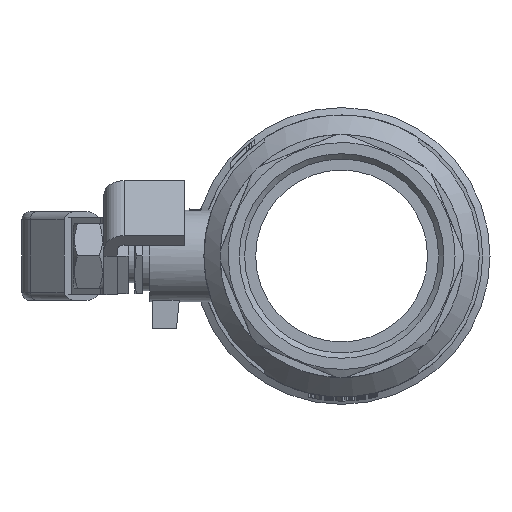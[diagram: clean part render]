
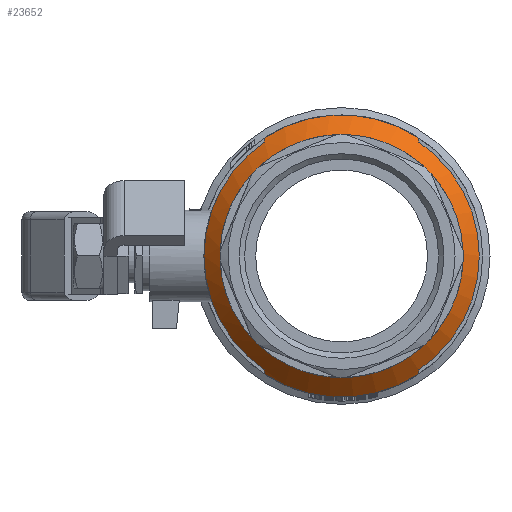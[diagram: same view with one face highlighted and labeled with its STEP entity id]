
A CAD part, left-side view. The second image highlights one B-rep face of the part: STEP entity #23652.
In plain terms, the highlighted conical face has half-angle 45 degrees and reference radius 48.25 mm.
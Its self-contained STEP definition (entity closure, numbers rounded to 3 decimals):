
#115=CONICAL_SURFACE('',#33576,48.25,0.785);
#6790=ORIENTED_EDGE('',*,*,#14086,.F.);
#6791=ORIENTED_EDGE('',*,*,#14087,.F.);
#6792=ORIENTED_EDGE('',*,*,#14088,.F.);
#6793=ORIENTED_EDGE('',*,*,#14074,.F.);
#6794=ORIENTED_EDGE('',*,*,#14089,.F.);
#6795=ORIENTED_EDGE('',*,*,#13983,.F.);
#6796=ORIENTED_EDGE('',*,*,#14090,.F.);
#6797=ORIENTED_EDGE('',*,*,#14061,.F.);
#6798=ORIENTED_EDGE('',*,*,#14016,.F.);
#13983=EDGE_CURVE('',#17684,#17681,#20137,.T.);
#14016=EDGE_CURVE('',#17717,#17717,#20154,.T.);
#14061=EDGE_CURVE('',#17750,#17751,#20157,.T.);
#14074=EDGE_CURVE('',#17760,#17761,#20158,.T.);
#14086=EDGE_CURVE('',#17766,#17750,#20161,.T.);
#14087=EDGE_CURVE('',#17767,#17766,#20162,.T.);
#14088=EDGE_CURVE('',#17761,#17767,#20163,.T.);
#14089=EDGE_CURVE('',#17681,#17760,#20164,.T.);
#14090=EDGE_CURVE('',#17751,#17684,#20165,.T.);
#17681=VERTEX_POINT('',#46847);
#17684=VERTEX_POINT('',#46852);
#17717=VERTEX_POINT('',#46920);
#17750=VERTEX_POINT('',#47013);
#17751=VERTEX_POINT('',#47014);
#17760=VERTEX_POINT('',#47040);
#17761=VERTEX_POINT('',#47041);
#17766=VERTEX_POINT('',#47063);
#17767=VERTEX_POINT('',#47065);
#20137=CIRCLE('',#33494,371.296);
#20154=CIRCLE('',#33512,45.25);
#20157=CIRCLE('',#33552,371.296);
#20158=CIRCLE('',#33563,371.296);
#20161=CIRCLE('',#33577,51.25);
#20162=CIRCLE('',#33578,371.296);
#20163=CIRCLE('',#33579,52.5);
#20164=CIRCLE('',#33580,51.25);
#20165=CIRCLE('',#33581,52.5);
#20583=EDGE_LOOP('',(#6790,#6791,#6792,#6793,#6794,#6795,#6796,#6797));
#20584=EDGE_LOOP('',(#6798));
#22077=FACE_BOUND('',#20583,.T.);
#22078=FACE_BOUND('',#20584,.T.);
#23652=ADVANCED_FACE('',(#22077,#22078),#115,.T.);
#33494=AXIS2_PLACEMENT_3D('',#46853,#37216,#37217);
#33512=AXIS2_PLACEMENT_3D('',#46919,#37268,#37269);
#33552=AXIS2_PLACEMENT_3D('',#47012,#37368,#37369);
#33563=AXIS2_PLACEMENT_3D('',#47039,#37396,#37397);
#33576=AXIS2_PLACEMENT_3D('',#47061,#37425,#37426);
#33577=AXIS2_PLACEMENT_3D('',#47062,#37427,#37428);
#33578=AXIS2_PLACEMENT_3D('',#47064,#37429,#37430);
#33579=AXIS2_PLACEMENT_3D('',#47066,#37431,#37432);
#33580=AXIS2_PLACEMENT_3D('',#47067,#37433,#37434);
#33581=AXIS2_PLACEMENT_3D('',#47068,#37435,#37436);
#37216=DIRECTION('',(-1.,0.,0.));
#37217=DIRECTION('',(0.,-0.642,0.767));
#37268=DIRECTION('',(0.,0.,1.));
#37269=DIRECTION('',(0.383,0.924,0.));
#37368=DIRECTION('',(1.,0.,0.));
#37369=DIRECTION('',(0.,-0.638,0.77));
#37396=DIRECTION('',(-1.,0.,0.));
#37397=DIRECTION('',(0.,0.638,0.77));
#37425=DIRECTION('',(0.,0.,-1.));
#37426=DIRECTION('',(1.,0.,0.));
#37427=DIRECTION('',(0.,0.,-1.));
#37428=DIRECTION('',(0.,-1.,0.));
#37429=DIRECTION('',(1.,0.,0.));
#37430=DIRECTION('',(0.,0.642,0.767));
#37431=DIRECTION('',(0.,0.,-1.));
#37432=DIRECTION('',(1.,0.,0.));
#37433=DIRECTION('',(0.,0.,-1.));
#37434=DIRECTION('',(0.,-1.,0.));
#37435=DIRECTION('',(0.,0.,-1.));
#37436=DIRECTION('',(1.,0.,0.));
#46847=CARTESIAN_POINT('',(-28.75,-42.426,-13.68));
#46852=CARTESIAN_POINT('',(-28.75,-43.928,-14.93));
#46853=CARTESIAN_POINT('',(-28.75,194.352,-299.682));
#46919=CARTESIAN_POINT('',(0.,0.,-7.68));
#46920=CARTESIAN_POINT('',(17.316,41.806,-7.68));
#47012=CARTESIAN_POINT('',(28.75,194.352,-299.682));
#47013=CARTESIAN_POINT('',(28.75,-42.426,-13.68));
#47014=CARTESIAN_POINT('',(28.75,-43.928,-14.93));
#47039=CARTESIAN_POINT('',(-28.75,-194.352,-299.682));
#47040=CARTESIAN_POINT('',(-28.75,42.426,-13.68));
#47041=CARTESIAN_POINT('',(-28.75,43.928,-14.93));
#47061=CARTESIAN_POINT('',(0.,0.,-10.68));
#47062=CARTESIAN_POINT('',(0.,0.,-13.68));
#47063=CARTESIAN_POINT('',(28.75,42.426,-13.68));
#47064=CARTESIAN_POINT('',(28.75,-194.352,-299.682));
#47065=CARTESIAN_POINT('',(28.75,43.928,-14.93));
#47066=CARTESIAN_POINT('',(0.,0.,-14.93));
#47067=CARTESIAN_POINT('',(0.,0.,-13.68));
#47068=CARTESIAN_POINT('',(0.,0.,-14.93));
